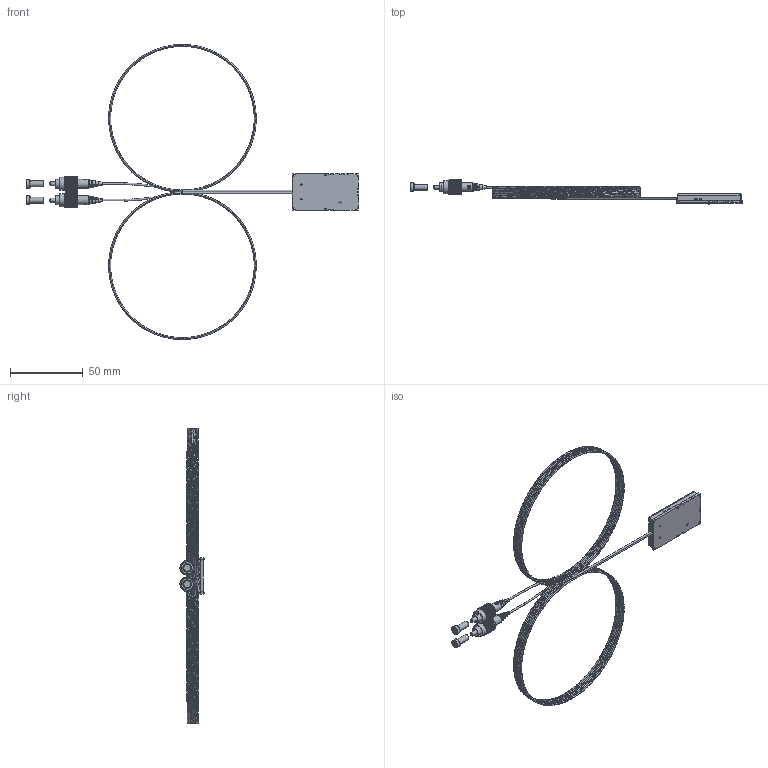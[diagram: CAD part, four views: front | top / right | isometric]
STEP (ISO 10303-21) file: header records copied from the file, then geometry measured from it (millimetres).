
FILE_DESCRIPTION (( 'STEP AP214' ), '1' );
FILE_NAME ('20.11.23_PDB771C_WEB.STEP', '2020-11-23T10:24:25', ( '' ), ( '' ), 'SwSTEP 2.0', 'SolidWorks 2018', '' );
FILE_SCHEMA (( 'AUTOMOTIVE_DESIGN' ));
Length unit declared in the file: millimetre
Products named in the file (1): 20.11.23_PDB771C_WEB
Bounding box: 227.81 x 16.55 x 202.5 mm (x, y, z)
Volume: 9451.1 mm3; surface area: 27716.9 mm2
Topology: 35 solids, 35 shells, 3212 faces, 8238 edges, 5120 vertices
Faces by surface type: plane 2413, cylinder 589, bspline 164, cone 30, torus 12, sphere 4
Full cylindrical faces by diameter (mm): 0.122 x2, 0.124 x2, 0.2 x4, 0.249 x4, 1 x2, 1.2 x2, 1.25 x6, 1.27 x2, 1.397 x2, 1.42 x1, 2.159 x2, 2.5 x2, 2.65 x2, 3.008 x2, 3.048 x2, 3.556 x2, 3.81 x4, 3.937 x2, 4 x2, 4.445 x2, 4.953 x2, 5.08 x2, 5.8 x2, 5.969 x4, 7.112 x2, 8.255 x2, 9.017 x4
Entity records: 143600 total; most frequent: CARTESIAN_POINT 32141, ORIENTED_EDGE 16180, DIRECTION 14717, EDGE_CURVE 8090, VECTOR 5583, LINE 5583, VERTEX_POINT 5084, AXIS2_PLACEMENT_3D 4567
